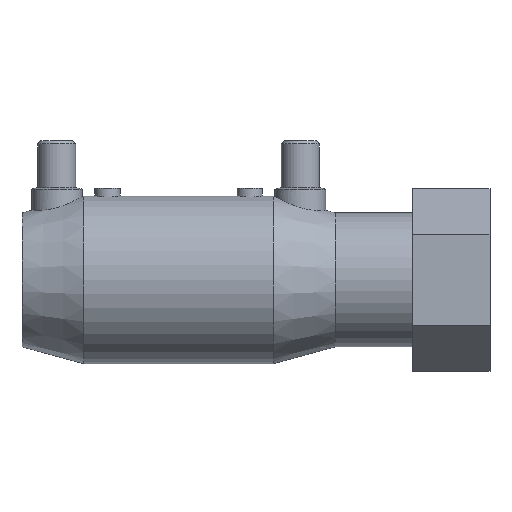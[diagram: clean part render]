
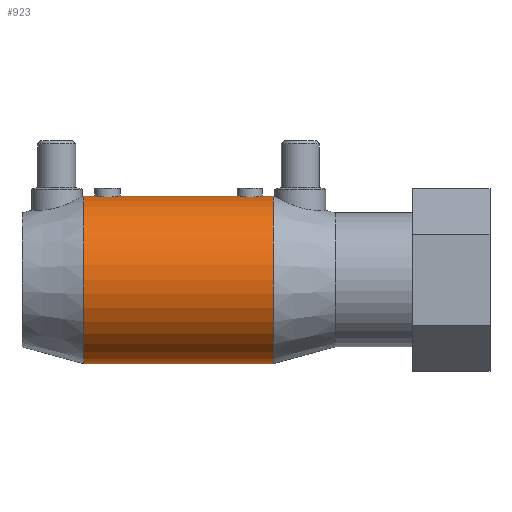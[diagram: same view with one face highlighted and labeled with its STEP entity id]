
A CAD part, top view. The second image highlights one B-rep face of the part: STEP entity #923.
In plain terms, the highlighted cylindrical face has radius 26.5 mm (diameter 53 mm), a partial arc.
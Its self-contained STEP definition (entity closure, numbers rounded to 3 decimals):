
#351 = VERTEX_POINT( '', #1013 );
#393 = EDGE_CURVE( '', #573, #721, #1058, .T. );
#453 = EDGE_CURVE( '', #769, #573, #1126, .T. );
#477 = EDGE_CURVE( '', #491, #901, #1156, .T. );
#491 = VERTEX_POINT( '', #1171 );
#573 = VERTEX_POINT( '', #1259 );
#687 = VERTEX_POINT( '', #1384 );
#689 = EDGE_CURVE( '', #879, #769, #1386, .T. );
#691 = EDGE_CURVE( '', #351, #879, #1388, .T. );
#721 = VERTEX_POINT( '', #1423 );
#737 = EDGE_CURVE( '', #901, #687, #1444, .T. );
#769 = VERTEX_POINT( '', #1483 );
#817 = EDGE_CURVE( '', #687, #351, #1536, .T. );
#879 = VERTEX_POINT( '', #1606 );
#901 = VERTEX_POINT( '', #1632 );
#923 = ADVANCED_FACE( '', ( #1656 ), #1657, .T. );
#991 = EDGE_CURVE( '', #491, #721, #1735, .T. );
#1013 = CARTESIAN_POINT( '', ( 27., 26.5, 0. ) );
#1058 = LINE( '', #1880, #1881 );
#1126 = B_SPLINE_CURVE_WITH_KNOTS( '', 3, ( #1972, #1973, #1974, #1975, #1976, #1977, #1978, #1979, #1980, #1981, #1982, #1983, #1984, #1985, #1986, #1987, #1988, #1989, #1990, #1991, #1992, #1993, #1994, #1995, #1996, #1997, #1998, #1999, #2000, #2001, #2002, #2003, #2004, #2005 ), .UNSPECIFIED., .F., .F., ( 4, 2, 2, 2, 2, 2, 2, 2, 2, 2, 2, 2, 2, 2, 2, 2, 4 ), ( 6.037, 6.792, 7.546, 8.301, 9.055, 9.81, 10.565, 11.319, 12.074, 12.828, 13.583, 14.338, 15.092, 15.847, 16.602, 17.356, 18.111 ), .UNSPECIFIED. );
#1156 = LINE( '', #2044, #2045 );
#1171 = CARTESIAN_POINT( '', ( -29.4, -26.5, 0. ) );
#1259 = CARTESIAN_POINT( '', ( -26., 26.5, 0. ) );
#1384 = CARTESIAN_POINT( '', ( 30.4, 26.5, 0. ) );
#1386 = LINE( '', #2382, #2383 );
#1388 = B_SPLINE_CURVE_WITH_KNOTS( '', 3, ( #2386, #2387, #2388, #2389, #2390, #2391, #2392, #2393, #2394, #2395, #2396, #2397, #2398, #2399, #2400, #2401, #2402, #2403, #2404, #2405, #2406, #2407, #2408, #2409, #2410, #2411, #2412, #2413, #2414, #2415, #2416, #2417, #2418, #2419 ), .UNSPECIFIED., .F., .F., ( 4, 2, 2, 2, 2, 2, 2, 2, 2, 2, 2, 2, 2, 2, 2, 2, 4 ), ( 6.037, 6.792, 7.546, 8.301, 9.055, 9.81, 10.565, 11.319, 12.074, 12.828, 13.583, 14.338, 15.092, 15.847, 16.602, 17.356, 18.111 ), .UNSPECIFIED. );
#1423 = CARTESIAN_POINT( '', ( -29.4, 26.5, 0. ) );
#1444 = CIRCLE( '', #2506, 26.5 );
#1483 = CARTESIAN_POINT( '', ( -18., 26.5, 0. ) );
#1536 = LINE( '', #2662, #2663 );
#1606 = CARTESIAN_POINT( '', ( 19., 26.5, 0. ) );
#1632 = CARTESIAN_POINT( '', ( 30.4, -26.5, 0. ) );
#1656 = FACE_OUTER_BOUND( '', #2839, .T. );
#1657 = CYLINDRICAL_SURFACE( '', #2840, 26.5 );
#1735 = CIRCLE( '', #2966, 26.5 );
#1880 = CARTESIAN_POINT( '', ( 0.5, 26.5, 0. ) );
#1881 = VECTOR( '', #3002, 1. );
#1972 = CARTESIAN_POINT( '', ( -18., 26.5, 0. ) );
#1973 = CARTESIAN_POINT( '', ( -18., 26.5, 0.252 ) );
#1974 = CARTESIAN_POINT( '', ( -18.024, 26.496, 0.512 ) );
#1975 = CARTESIAN_POINT( '', ( -18.126, 26.481, 1.029 ) );
#1976 = CARTESIAN_POINT( '', ( -18.203, 26.47, 1.285 ) );
#1977 = CARTESIAN_POINT( '', ( -18.407, 26.441, 1.778 ) );
#1978 = CARTESIAN_POINT( '', ( -18.534, 26.424, 2.014 ) );
#1979 = CARTESIAN_POINT( '', ( -18.828, 26.387, 2.451 ) );
#1980 = CARTESIAN_POINT( '', ( -18.994, 26.368, 2.651 ) );
#1981 = CARTESIAN_POINT( '', ( -19.349, 26.33, 3.006 ) );
#1982 = CARTESIAN_POINT( '', ( -19.549, 26.31, 3.172 ) );
#1983 = CARTESIAN_POINT( '', ( -19.986, 26.273, 3.466 ) );
#1984 = CARTESIAN_POINT( '', ( -20.222, 26.255, 3.593 ) );
#1985 = CARTESIAN_POINT( '', ( -20.715, 26.227, 3.797 ) );
#1986 = CARTESIAN_POINT( '', ( -20.971, 26.215, 3.874 ) );
#1987 = CARTESIAN_POINT( '', ( -21.488, 26.2, 3.976 ) );
#1988 = CARTESIAN_POINT( '', ( -21.748, 26.196, 4. ) );
#1989 = CARTESIAN_POINT( '', ( -22.252, 26.196, 4. ) );
#1990 = CARTESIAN_POINT( '', ( -22.512, 26.2, 3.976 ) );
#1991 = CARTESIAN_POINT( '', ( -23.029, 26.215, 3.874 ) );
#1992 = CARTESIAN_POINT( '', ( -23.285, 26.227, 3.797 ) );
#1993 = CARTESIAN_POINT( '', ( -23.778, 26.255, 3.593 ) );
#1994 = CARTESIAN_POINT( '', ( -24.014, 26.273, 3.466 ) );
#1995 = CARTESIAN_POINT( '', ( -24.451, 26.31, 3.172 ) );
#1996 = CARTESIAN_POINT( '', ( -24.651, 26.33, 3.006 ) );
#1997 = CARTESIAN_POINT( '', ( -25.006, 26.368, 2.651 ) );
#1998 = CARTESIAN_POINT( '', ( -25.172, 26.387, 2.451 ) );
#1999 = CARTESIAN_POINT( '', ( -25.466, 26.424, 2.014 ) );
#2000 = CARTESIAN_POINT( '', ( -25.593, 26.441, 1.778 ) );
#2001 = CARTESIAN_POINT( '', ( -25.797, 26.47, 1.285 ) );
#2002 = CARTESIAN_POINT( '', ( -25.874, 26.481, 1.029 ) );
#2003 = CARTESIAN_POINT( '', ( -25.976, 26.496, 0.512 ) );
#2004 = CARTESIAN_POINT( '', ( -26., 26.5, 0.252 ) );
#2005 = CARTESIAN_POINT( '', ( -26., 26.5, 0. ) );
#2044 = CARTESIAN_POINT( '', ( 0.5, -26.5, 0. ) );
#2045 = VECTOR( '', #3162, 1. );
#2382 = CARTESIAN_POINT( '', ( 0.5, 26.5, 0. ) );
#2383 = VECTOR( '', #3398, 1. );
#2386 = CARTESIAN_POINT( '', ( 27., 26.5, 0. ) );
#2387 = CARTESIAN_POINT( '', ( 27., 26.5, 0.252 ) );
#2388 = CARTESIAN_POINT( '', ( 26.976, 26.496, 0.512 ) );
#2389 = CARTESIAN_POINT( '', ( 26.874, 26.481, 1.029 ) );
#2390 = CARTESIAN_POINT( '', ( 26.797, 26.47, 1.285 ) );
#2391 = CARTESIAN_POINT( '', ( 26.593, 26.441, 1.778 ) );
#2392 = CARTESIAN_POINT( '', ( 26.466, 26.424, 2.014 ) );
#2393 = CARTESIAN_POINT( '', ( 26.172, 26.387, 2.451 ) );
#2394 = CARTESIAN_POINT( '', ( 26.006, 26.368, 2.651 ) );
#2395 = CARTESIAN_POINT( '', ( 25.651, 26.33, 3.006 ) );
#2396 = CARTESIAN_POINT( '', ( 25.451, 26.31, 3.172 ) );
#2397 = CARTESIAN_POINT( '', ( 25.014, 26.273, 3.466 ) );
#2398 = CARTESIAN_POINT( '', ( 24.778, 26.255, 3.593 ) );
#2399 = CARTESIAN_POINT( '', ( 24.285, 26.227, 3.797 ) );
#2400 = CARTESIAN_POINT( '', ( 24.029, 26.215, 3.874 ) );
#2401 = CARTESIAN_POINT( '', ( 23.512, 26.2, 3.976 ) );
#2402 = CARTESIAN_POINT( '', ( 23.252, 26.196, 4. ) );
#2403 = CARTESIAN_POINT( '', ( 22.748, 26.196, 4. ) );
#2404 = CARTESIAN_POINT( '', ( 22.488, 26.2, 3.976 ) );
#2405 = CARTESIAN_POINT( '', ( 21.971, 26.215, 3.874 ) );
#2406 = CARTESIAN_POINT( '', ( 21.715, 26.227, 3.797 ) );
#2407 = CARTESIAN_POINT( '', ( 21.222, 26.255, 3.593 ) );
#2408 = CARTESIAN_POINT( '', ( 20.986, 26.273, 3.466 ) );
#2409 = CARTESIAN_POINT( '', ( 20.549, 26.31, 3.172 ) );
#2410 = CARTESIAN_POINT( '', ( 20.349, 26.33, 3.006 ) );
#2411 = CARTESIAN_POINT( '', ( 19.994, 26.368, 2.651 ) );
#2412 = CARTESIAN_POINT( '', ( 19.828, 26.387, 2.451 ) );
#2413 = CARTESIAN_POINT( '', ( 19.534, 26.424, 2.014 ) );
#2414 = CARTESIAN_POINT( '', ( 19.407, 26.441, 1.778 ) );
#2415 = CARTESIAN_POINT( '', ( 19.203, 26.47, 1.285 ) );
#2416 = CARTESIAN_POINT( '', ( 19.126, 26.481, 1.029 ) );
#2417 = CARTESIAN_POINT( '', ( 19.024, 26.496, 0.512 ) );
#2418 = CARTESIAN_POINT( '', ( 19., 26.5, 0.252 ) );
#2419 = CARTESIAN_POINT( '', ( 19., 26.5, 0. ) );
#2506 = AXIS2_PLACEMENT_3D( '', #3493, #3494, #3495 );
#2662 = CARTESIAN_POINT( '', ( 0.5, 26.5, 0. ) );
#2663 = VECTOR( '', #3603, 1. );
#2839 = EDGE_LOOP( '', ( #3738, #3739, #3740, #3741, #3742, #3743, #3744, #3745 ) );
#2840 = AXIS2_PLACEMENT_3D( '', #3746, #3747, #3748 );
#2966 = AXIS2_PLACEMENT_3D( '', #3850, #3851, #3852 );
#3002 = DIRECTION( '', ( -1., 0., 0. ) );
#3162 = DIRECTION( '', ( 1., 0., 0. ) );
#3398 = DIRECTION( '', ( -1., 0., 0. ) );
#3493 = CARTESIAN_POINT( '', ( 30.4, 0., 0. ) );
#3494 = DIRECTION( '', ( -1., 0., 0. ) );
#3495 = DIRECTION( '', ( 0., 1., 0. ) );
#3603 = DIRECTION( '', ( -1., 0., 0. ) );
#3738 = ORIENTED_EDGE( '', *, *, #817, .T. );
#3739 = ORIENTED_EDGE( '', *, *, #691, .T. );
#3740 = ORIENTED_EDGE( '', *, *, #689, .T. );
#3741 = ORIENTED_EDGE( '', *, *, #453, .T. );
#3742 = ORIENTED_EDGE( '', *, *, #393, .T. );
#3743 = ORIENTED_EDGE( '', *, *, #991, .F. );
#3744 = ORIENTED_EDGE( '', *, *, #477, .T. );
#3745 = ORIENTED_EDGE( '', *, *, #737, .T. );
#3746 = CARTESIAN_POINT( '', ( 0.5, 0., 0. ) );
#3747 = DIRECTION( '', ( 1., 0., 0. ) );
#3748 = DIRECTION( '', ( 0., 1., 0. ) );
#3850 = CARTESIAN_POINT( '', ( -29.4, 0., 0. ) );
#3851 = DIRECTION( '', ( -1., 0., 0. ) );
#3852 = DIRECTION( '', ( 0., 1., 0. ) );
